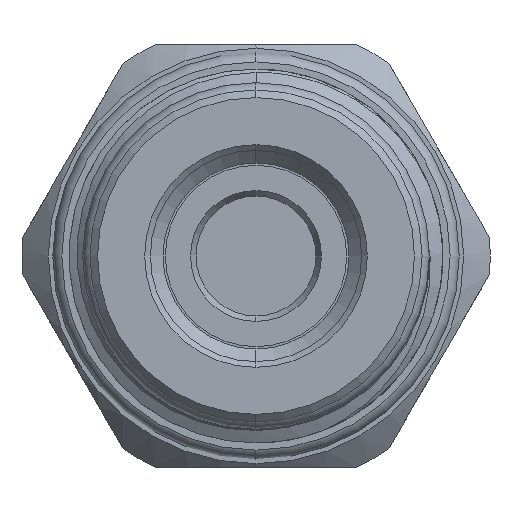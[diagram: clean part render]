
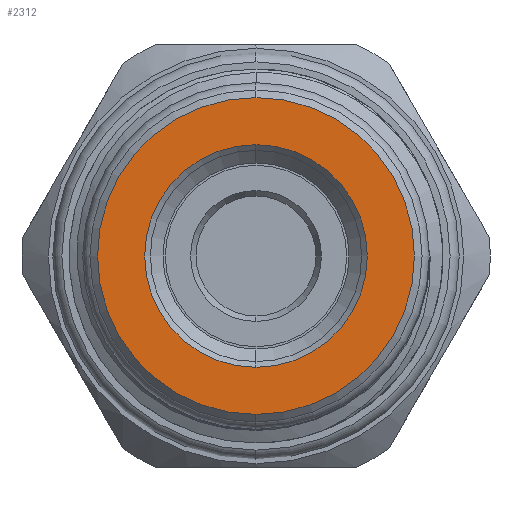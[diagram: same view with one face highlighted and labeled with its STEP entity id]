
A CAD part, left-side view. The second image highlights one B-rep face of the part: STEP entity #2312.
In plain terms, the highlighted planar face has unit normal (-1, 0, 0).
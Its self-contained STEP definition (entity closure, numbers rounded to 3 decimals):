
#220 = CIRCLE ( 'NONE', #7027, 8.325 ) ;
#307 = CARTESIAN_POINT ( 'NONE',  ( -17.32, 0., 5.85 ) ) ;
#603 = ORIENTED_EDGE ( 'NONE', *, *, #2536, .T. ) ;
#626 = CARTESIAN_POINT ( 'NONE',  ( -17.32, 0., 0. ) ) ;
#644 = PLANE ( 'NONE',  #6421 ) ;
#908 = VERTEX_POINT ( 'NONE', #1478 ) ;
#1190 = EDGE_LOOP ( 'NONE', ( #6956, #603 ) ) ;
#1478 = CARTESIAN_POINT ( 'NONE',  ( -17.32, 0., -5.85 ) ) ;
#1567 = FACE_BOUND ( 'NONE', #4364, .T. ) ;
#1578 = CARTESIAN_POINT ( 'NONE',  ( -17.32, 0., -8.325 ) ) ;
#2008 = VERTEX_POINT ( 'NONE', #1578 ) ;
#2017 = CIRCLE ( 'NONE', #5093, 8.325 ) ;
#2022 = VERTEX_POINT ( 'NONE', #2137 ) ;
#2137 = CARTESIAN_POINT ( 'NONE',  ( -17.32, 0., 8.325 ) ) ;
#2245 = CIRCLE ( 'NONE', #4271, 5.85 ) ;
#2312 = ADVANCED_FACE ( 'NONE', ( #3014, #1567 ), #644, .F. ) ;
#2346 = EDGE_CURVE ( 'NONE', #2808, #908, #2245, .T. ) ;
#2371 = ORIENTED_EDGE ( 'NONE', *, *, #5760, .F. ) ;
#2536 = EDGE_CURVE ( 'NONE', #2022, #2008, #220, .T. ) ;
#2705 = CARTESIAN_POINT ( 'NONE',  ( -17.32, 0., 0. ) ) ;
#2747 = DIRECTION ( 'NONE',  ( 0., 0., -1. ) ) ;
#2808 = VERTEX_POINT ( 'NONE', #307 ) ;
#3014 = FACE_OUTER_BOUND ( 'NONE', #1190, .T. ) ;
#3260 = AXIS2_PLACEMENT_3D ( 'NONE', #5431, #6623, #4969 ) ;
#3303 = DIRECTION ( 'NONE',  ( -1., 0., 0. ) ) ;
#3414 = DIRECTION ( 'NONE',  ( 0., 0., -1. ) ) ;
#3846 = ORIENTED_EDGE ( 'NONE', *, *, #2346, .F. ) ;
#4136 = DIRECTION ( 'NONE',  ( 0., 0., -1. ) ) ;
#4271 = AXIS2_PLACEMENT_3D ( 'NONE', #2705, #3303, #4902 ) ;
#4364 = EDGE_LOOP ( 'NONE', ( #3846, #2371 ) ) ;
#4902 = DIRECTION ( 'NONE',  ( 0., 0., 1. ) ) ;
#4969 = DIRECTION ( 'NONE',  ( 0., 0., 1. ) ) ;
#5051 = DIRECTION ( 'NONE',  ( -1., 0., 0. ) ) ;
#5077 = CARTESIAN_POINT ( 'NONE',  ( -17.32, 0., 0. ) ) ;
#5093 = AXIS2_PLACEMENT_3D ( 'NONE', #5077, #5051, #3414 ) ;
#5431 = CARTESIAN_POINT ( 'NONE',  ( -17.32, 0., 0. ) ) ;
#5442 = EDGE_CURVE ( 'NONE', #2008, #2022, #2017, .T. ) ;
#5760 = EDGE_CURVE ( 'NONE', #908, #2808, #6648, .T. ) ;
#6012 = DIRECTION ( 'NONE',  ( 1., 0., 0. ) ) ;
#6273 = DIRECTION ( 'NONE',  ( -1., 0., 0. ) ) ;
#6421 = AXIS2_PLACEMENT_3D ( 'NONE', #626, #6012, #2747 ) ;
#6623 = DIRECTION ( 'NONE',  ( -1., 0., 0. ) ) ;
#6648 = CIRCLE ( 'NONE', #3260, 5.85 ) ;
#6819 = CARTESIAN_POINT ( 'NONE',  ( -17.32, 0., 0. ) ) ;
#6956 = ORIENTED_EDGE ( 'NONE', *, *, #5442, .T. ) ;
#7027 = AXIS2_PLACEMENT_3D ( 'NONE', #6819, #6273, #4136 ) ;
